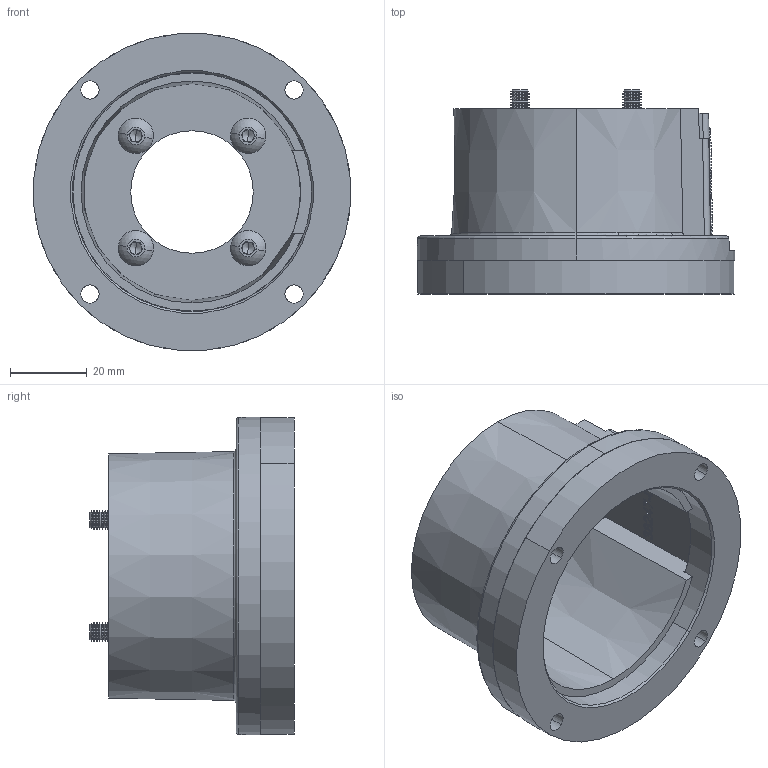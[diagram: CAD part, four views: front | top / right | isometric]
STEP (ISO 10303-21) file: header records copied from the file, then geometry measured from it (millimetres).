
FILE_DESCRIPTION (( 'STEP AP203' ), '1' );
FILE_NAME ('31170-TAB NEMA 34-42 Adapter and coupling.STEP', '2019-04-18T21:03:56', ( '' ), ( '' ), 'SwSTEP 2.0', 'SolidWorks 2017', '' );
FILE_SCHEMA (( 'CONFIG_CONTROL_DESIGN' ));
Length unit declared in the file: inch
Products named in the file (5): socket button head cap screw_ai_SBHCSCREW 0.19-32x0.375-HX-N; 31170-TAB NEMA 34-42 Adapter and coupling; 38308-001; 38248-000_38248-001; 38247-001
Assembly tree (7 placements, depth 2):
  31170-TAB NEMA 34-42 Adapter and coupling
    38308-001
    38248-000_38248-001
    38247-001
    socket button head cap screw_ai_SBHCSCREW 0.19-32x0.375-HX-N  x4
Bounding box: 82.55 x 53.06 x 82.55 mm (x, y, z)
Volume: 70012.4 mm3; surface area: 38179.3 mm2
Topology: 7 solids, 7 shells, 757 faces, 2031 edges, 1304 vertices
Faces by surface type: plane 314, cone 219, cylinder 146, bspline 64, sphere 8, torus 6
Entity records: 19202 total; most frequent: CARTESIAN_POINT 6758, ORIENTED_EDGE 2594, DIRECTION 2243, EDGE_CURVE 1297, VECTOR 903, LINE 903, VERTEX_POINT 851, AXIS2_PLACEMENT_3D 670
